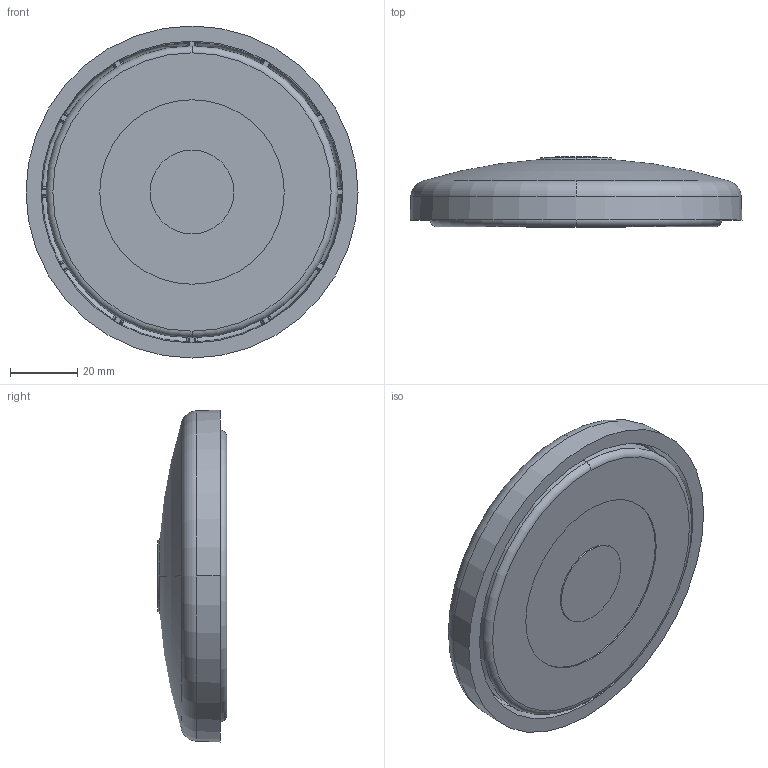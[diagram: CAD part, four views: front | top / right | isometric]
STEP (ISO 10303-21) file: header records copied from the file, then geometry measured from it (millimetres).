
FILE_DESCRIPTION (( 'STEP AP214' ), '1' );
FILE_NAME ('098d100zsg.STEP', '2014-09-10T06:50:59', ( '' ), ( '' ), 'SwSTEP 2.0', 'SolidWorks 2014', '' );
FILE_SCHEMA (( 'AUTOMOTIVE_DESIGN' ));
Length unit declared in the file: millimetre
Products named in the file (1): 098d100zsg
Bounding box: 99 x 20.8 x 99 mm (x, y, z)
Volume: 85672.8 mm3; surface area: 46058.3 mm2
Topology: 3 solids, 3 shells, 1651 faces, 3880 edges, 2221 vertices
Faces by surface type: bspline 849, torus 308, cone 146, cylinder 130, plane 118, sphere 100
Entity records: 88420 total; most frequent: CARTESIAN_POINT 39071, ORIENTED_EDGE 7672, DIRECTION 5042, EDGE_CURVE 3836, AXIS2_PLACEMENT_3D 2275, VERTEX_POINT 2211, B_SPLINE_CURVE_WITH_KNOTS 1829, EDGE_LOOP 1675
